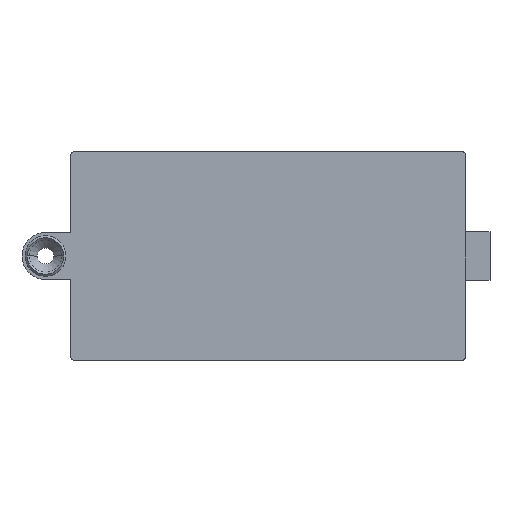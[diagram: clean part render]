
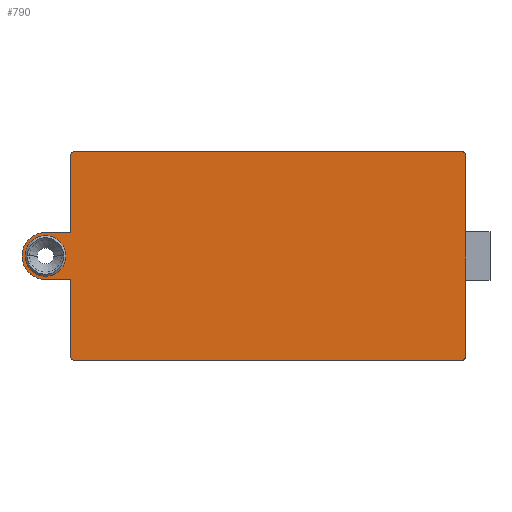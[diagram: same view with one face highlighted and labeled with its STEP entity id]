
A CAD part, top view. The second image highlights one B-rep face of the part: STEP entity #790.
In plain terms, the highlighted planar face has unit normal (0, 0, 1).
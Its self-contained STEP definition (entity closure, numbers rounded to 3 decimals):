
#8 = CARTESIAN_POINT ( 'NONE',  ( 0.5, 25.3, 2. ) ) ;
#33 = CARTESIAN_POINT ( 'NONE',  ( 0., 0., 2. ) ) ;
#59 = VERTEX_POINT ( 'NONE', #1679 ) ;
#61 = DIRECTION ( 'NONE',  ( -1., 0., 0. ) ) ;
#77 = CARTESIAN_POINT ( 'NONE',  ( 0., 0., 2. ) ) ;
#78 = LINE ( 'NONE', #33, #339 ) ;
#88 = DIRECTION ( 'NONE',  ( -1., 0., 0. ) ) ;
#97 = CIRCLE ( 'NONE', #505, 0.5 ) ;
#113 = VERTEX_POINT ( 'NONE', #477 ) ;
#116 = DIRECTION ( 'NONE',  ( -1., 0., 0. ) ) ;
#120 = LINE ( 'NONE', #669, #1079 ) ;
#128 = VERTEX_POINT ( 'NONE', #894 ) ;
#135 = CARTESIAN_POINT ( 'NONE',  ( 3.1, 10., 2. ) ) ;
#158 = DIRECTION ( 'NONE',  ( 0., -1., 0. ) ) ;
#164 = LINE ( 'NONE', #947, #691 ) ;
#212 = CIRCLE ( 'NONE', #491, 0.5 ) ;
#232 = DIRECTION ( 'NONE',  ( -1., 0., 0. ) ) ;
#258 = DIRECTION ( 'NONE',  ( 0., 0., 1. ) ) ;
#268 = ORIENTED_EDGE ( 'NONE', *, *, #857, .F. ) ;
#270 = DIRECTION ( 'NONE',  ( -1., 0., 0. ) ) ;
#288 = CARTESIAN_POINT ( 'NONE',  ( 0., 0., 2. ) ) ;
#295 = AXIS2_PLACEMENT_3D ( 'NONE', #8, #989, #1250 ) ;
#308 = CARTESIAN_POINT ( 'NONE',  ( -3.1, 10., 2. ) ) ;
#339 = VECTOR ( 'NONE', #1712, 1000. ) ;
#343 = ORIENTED_EDGE ( 'NONE', *, *, #1132, .T. ) ;
#347 = EDGE_CURVE ( 'NONE', #401, #1102, #164, .T. ) ;
#357 = EDGE_CURVE ( 'NONE', #1139, #1550, #1477, .T. ) ;
#358 = CARTESIAN_POINT ( 'NONE',  ( 48.8, 0., 2. ) ) ;
#365 = DIRECTION ( 'NONE',  ( 0., 1., 0. ) ) ;
#375 = ORIENTED_EDGE ( 'NONE', *, *, #1497, .T. ) ;
#387 = CARTESIAN_POINT ( 'NONE',  ( 0.5, 0., 2. ) ) ;
#395 = CARTESIAN_POINT ( 'NONE',  ( 48.3, 25.3, 2. ) ) ;
#401 = VERTEX_POINT ( 'NONE', #538 ) ;
#419 = CARTESIAN_POINT ( 'NONE',  ( 0., 25.3, 2. ) ) ;
#430 = CARTESIAN_POINT ( 'NONE',  ( -3.1, 12.9, 2. ) ) ;
#471 = DIRECTION ( 'NONE',  ( -1., 0., 0. ) ) ;
#477 = CARTESIAN_POINT ( 'NONE',  ( 0., 0.5, 2. ) ) ;
#491 = AXIS2_PLACEMENT_3D ( 'NONE', #1699, #764, #471 ) ;
#505 = AXIS2_PLACEMENT_3D ( 'NONE', #395, #956, #116 ) ;
#538 = CARTESIAN_POINT ( 'NONE',  ( 48.3, 25.8, 2. ) ) ;
#558 = AXIS2_PLACEMENT_3D ( 'NONE', #430, #258, #1234 ) ;
#560 = EDGE_CURVE ( 'NONE', #1102, #1462, #1784, .T. ) ;
#580 = CARTESIAN_POINT ( 'NONE',  ( -5.6, 12.9, 2. ) ) ;
#588 = CARTESIAN_POINT ( 'NONE',  ( 48.3, 0., 2. ) ) ;
#603 = EDGE_LOOP ( 'NONE', ( #1304, #268 ) ) ;
#613 = DIRECTION ( 'NONE',  ( 0., 0., 1. ) ) ;
#621 = ORIENTED_EDGE ( 'NONE', *, *, #1044, .T. ) ;
#644 = DIRECTION ( 'NONE',  ( 0., 0., -1. ) ) ;
#648 = DIRECTION ( 'NONE',  ( 0., 0., 1. ) ) ;
#664 = LINE ( 'NONE', #1531, #1342 ) ;
#669 = CARTESIAN_POINT ( 'NONE',  ( 3.1, 15.8, 2. ) ) ;
#678 = AXIS2_PLACEMENT_3D ( 'NONE', #77, #644, #61 ) ;
#679 = DIRECTION ( 'NONE',  ( 1., 0., 0. ) ) ;
#689 = VECTOR ( 'NONE', #158, 1000. ) ;
#691 = VECTOR ( 'NONE', #232, 1000. ) ;
#718 = DIRECTION ( 'NONE',  ( 0., -1., 0. ) ) ;
#722 = ORIENTED_EDGE ( 'NONE', *, *, #1283, .T. ) ;
#748 = ORIENTED_EDGE ( 'NONE', *, *, #884, .T. ) ;
#759 = PLANE ( 'NONE',  #678 ) ;
#760 = EDGE_CURVE ( 'NONE', #970, #1235, #78, .T. ) ;
#764 = DIRECTION ( 'NONE',  ( 0., 0., 1. ) ) ;
#766 = CARTESIAN_POINT ( 'NONE',  ( 0.5, 0.5, 2. ) ) ;
#790 = ADVANCED_FACE ( 'NONE', ( #1038, #822 ), #759, .F. ) ;
#796 = CARTESIAN_POINT ( 'NONE',  ( -3.1, 15.8, 2. ) ) ;
#822 = FACE_BOUND ( 'NONE', #603, .T. ) ;
#857 = EDGE_CURVE ( 'NONE', #1550, #1139, #952, .T. ) ;
#867 = CARTESIAN_POINT ( 'NONE',  ( -0.6, 12.9, 2. ) ) ;
#884 = EDGE_CURVE ( 'NONE', #128, #892, #120, .T. ) ;
#892 = VERTEX_POINT ( 'NONE', #796 ) ;
#894 = CARTESIAN_POINT ( 'NONE',  ( 0., 15.8, 2. ) ) ;
#895 = VERTEX_POINT ( 'NONE', #1632 ) ;
#947 = CARTESIAN_POINT ( 'NONE',  ( 0., 25.8, 2. ) ) ;
#951 = DIRECTION ( 'NONE',  ( 0., 0., 1. ) ) ;
#952 = CIRCLE ( 'NONE', #1715, 2.5 ) ;
#956 = DIRECTION ( 'NONE',  ( 0., 0., 1. ) ) ;
#968 = EDGE_CURVE ( 'NONE', #1415, #401, #97, .T. ) ;
#970 = VERTEX_POINT ( 'NONE', #387 ) ;
#976 = LINE ( 'NONE', #358, #1036 ) ;
#989 = DIRECTION ( 'NONE',  ( 0., 0., 1. ) ) ;
#998 = CIRCLE ( 'NONE', #1094, 0.5 ) ;
#1036 = VECTOR ( 'NONE', #365, 1000. ) ;
#1038 = FACE_OUTER_BOUND ( 'NONE', #1252, .T. ) ;
#1039 = VECTOR ( 'NONE', #679, 1000. ) ;
#1044 = EDGE_CURVE ( 'NONE', #892, #1190, #1289, .T. ) ;
#1069 = ORIENTED_EDGE ( 'NONE', *, *, #968, .T. ) ;
#1071 = ORIENTED_EDGE ( 'NONE', *, *, #1576, .T. ) ;
#1079 = VECTOR ( 'NONE', #1605, 1000. ) ;
#1094 = AXIS2_PLACEMENT_3D ( 'NONE', #766, #613, #1567 ) ;
#1101 = CARTESIAN_POINT ( 'NONE',  ( 48.8, 25.3, 2. ) ) ;
#1102 = VERTEX_POINT ( 'NONE', #1673 ) ;
#1132 = EDGE_CURVE ( 'NONE', #1462, #128, #664, .T. ) ;
#1139 = VERTEX_POINT ( 'NONE', #580 ) ;
#1174 = AXIS2_PLACEMENT_3D ( 'NONE', #1763, #951, #270 ) ;
#1190 = VERTEX_POINT ( 'NONE', #308 ) ;
#1215 = ORIENTED_EDGE ( 'NONE', *, *, #347, .T. ) ;
#1218 = LINE ( 'NONE', #135, #1039 ) ;
#1234 = DIRECTION ( 'NONE',  ( 1., 0., 0. ) ) ;
#1235 = VERTEX_POINT ( 'NONE', #588 ) ;
#1250 = DIRECTION ( 'NONE',  ( -1., 0., 0. ) ) ;
#1252 = EDGE_LOOP ( 'NONE', ( #343, #748, #621, #375, #1071, #1478, #1697, #722, #1526, #1069, #1215, #1445 ) ) ;
#1283 = EDGE_CURVE ( 'NONE', #1235, #59, #212, .T. ) ;
#1289 = CIRCLE ( 'NONE', #558, 2.9 ) ;
#1304 = ORIENTED_EDGE ( 'NONE', *, *, #357, .F. ) ;
#1342 = VECTOR ( 'NONE', #718, 1000. ) ;
#1359 = LINE ( 'NONE', #288, #689 ) ;
#1415 = VERTEX_POINT ( 'NONE', #1101 ) ;
#1445 = ORIENTED_EDGE ( 'NONE', *, *, #560, .T. ) ;
#1461 = CARTESIAN_POINT ( 'NONE',  ( -3.1, 12.9, 2. ) ) ;
#1462 = VERTEX_POINT ( 'NONE', #419 ) ;
#1477 = CIRCLE ( 'NONE', #1174, 2.5 ) ;
#1478 = ORIENTED_EDGE ( 'NONE', *, *, #1696, .T. ) ;
#1497 = EDGE_CURVE ( 'NONE', #1190, #895, #1218, .T. ) ;
#1526 = ORIENTED_EDGE ( 'NONE', *, *, #1792, .T. ) ;
#1531 = CARTESIAN_POINT ( 'NONE',  ( 0., 0., 2. ) ) ;
#1550 = VERTEX_POINT ( 'NONE', #867 ) ;
#1567 = DIRECTION ( 'NONE',  ( -1., 0., 0. ) ) ;
#1576 = EDGE_CURVE ( 'NONE', #895, #113, #1359, .T. ) ;
#1605 = DIRECTION ( 'NONE',  ( -1., 0., 0. ) ) ;
#1632 = CARTESIAN_POINT ( 'NONE',  ( 0., 10., 2. ) ) ;
#1673 = CARTESIAN_POINT ( 'NONE',  ( 0.5, 25.8, 2. ) ) ;
#1679 = CARTESIAN_POINT ( 'NONE',  ( 48.8, 0.5, 2. ) ) ;
#1696 = EDGE_CURVE ( 'NONE', #113, #970, #998, .T. ) ;
#1697 = ORIENTED_EDGE ( 'NONE', *, *, #760, .T. ) ;
#1699 = CARTESIAN_POINT ( 'NONE',  ( 48.3, 0.5, 2. ) ) ;
#1712 = DIRECTION ( 'NONE',  ( 1., 0., 0. ) ) ;
#1715 = AXIS2_PLACEMENT_3D ( 'NONE', #1461, #648, #88 ) ;
#1763 = CARTESIAN_POINT ( 'NONE',  ( -3.1, 12.9, 2. ) ) ;
#1784 = CIRCLE ( 'NONE', #295, 0.5 ) ;
#1792 = EDGE_CURVE ( 'NONE', #59, #1415, #976, .T. ) ;
